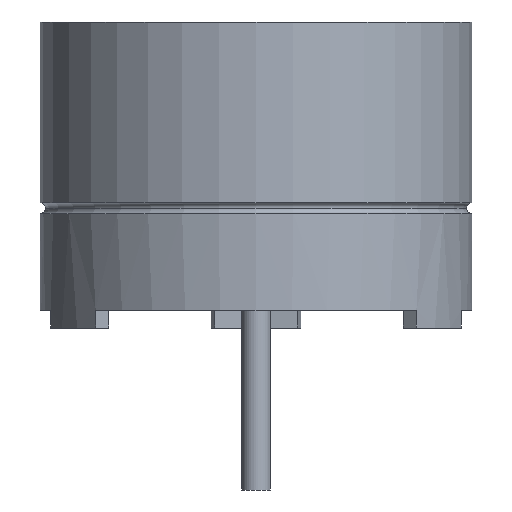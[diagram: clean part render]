
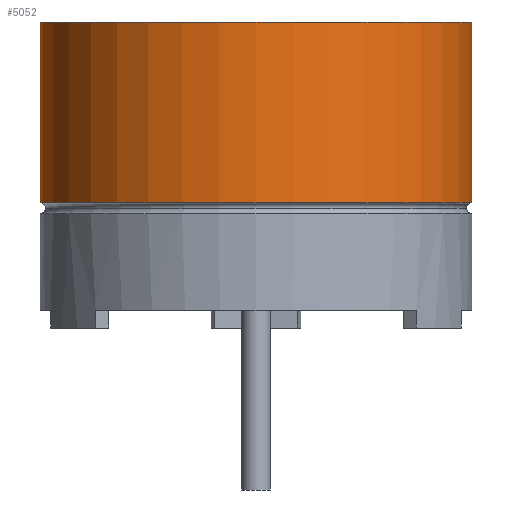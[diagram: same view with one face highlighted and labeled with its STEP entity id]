
A CAD part, front view. The second image highlights one B-rep face of the part: STEP entity #5052.
In plain terms, the highlighted cylindrical face has radius 6 mm (diameter 12 mm), a partial arc.
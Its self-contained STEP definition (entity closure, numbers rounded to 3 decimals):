
#531 = EDGE_CURVE ( 'NONE', #2264, #6703, #2331, .T. ) ;
#770 = DIRECTION ( 'NONE',  ( 0., 0., 1. ) ) ;
#1255 = DIRECTION ( 'NONE',  ( 0., 0., -1. ) ) ;
#1868 = VECTOR ( 'NONE', #11834, 1000. ) ;
#1959 = ORIENTED_EDGE ( 'NONE', *, *, #5755, .T. ) ;
#2057 = EDGE_CURVE ( 'NONE', #4751, #12829, #9271, .T. ) ;
#2264 = VERTEX_POINT ( 'NONE', #3719 ) ;
#2331 = LINE ( 'NONE', #8487, #7909 ) ;
#3262 = AXIS2_PLACEMENT_3D ( 'NONE', #4177, #14543, #8170 ) ;
#3719 = CARTESIAN_POINT ( 'NONE',  ( 6., 0., 8.5 ) ) ;
#4177 = CARTESIAN_POINT ( 'NONE',  ( 0., 0., 3.482 ) ) ;
#4279 = EDGE_LOOP ( 'NONE', ( #9719, #10326, #10496, #1959 ) ) ;
#4751 = VERTEX_POINT ( 'NONE', #5973 ) ;
#4865 = DIRECTION ( 'NONE',  ( 0., 0., -1. ) ) ;
#5052 = ADVANCED_FACE ( 'NONE', ( #11388 ), #15150, .T. ) ;
#5364 = AXIS2_PLACEMENT_3D ( 'NONE', #8838, #1255, #9754 ) ;
#5755 = EDGE_CURVE ( 'NONE', #12829, #6703, #11816, .T. ) ;
#5973 = CARTESIAN_POINT ( 'NONE',  ( -6., 0., 8.5 ) ) ;
#6703 = VERTEX_POINT ( 'NONE', #9808 ) ;
#6779 = CARTESIAN_POINT ( 'NONE',  ( -6., 0., 8.5 ) ) ;
#7909 = VECTOR ( 'NONE', #4865, 1000. ) ;
#8170 = DIRECTION ( 'NONE',  ( -1., 0., 0. ) ) ;
#8487 = CARTESIAN_POINT ( 'NONE',  ( 6., 0., 8.5 ) ) ;
#8838 = CARTESIAN_POINT ( 'NONE',  ( 0., 0., 8.5 ) ) ;
#9271 = LINE ( 'NONE', #6779, #1868 ) ;
#9719 = ORIENTED_EDGE ( 'NONE', *, *, #531, .F. ) ;
#9754 = DIRECTION ( 'NONE',  ( -1., 0., 0. ) ) ;
#9808 = CARTESIAN_POINT ( 'NONE',  ( 6., 0., 3.482 ) ) ;
#10326 = ORIENTED_EDGE ( 'NONE', *, *, #13042, .F. ) ;
#10496 = ORIENTED_EDGE ( 'NONE', *, *, #2057, .T. ) ;
#11388 = FACE_OUTER_BOUND ( 'NONE', #4279, .T. ) ;
#11816 = CIRCLE ( 'NONE', #3262, 6. ) ;
#11834 = DIRECTION ( 'NONE',  ( 0., 0., -1. ) ) ;
#12116 = AXIS2_PLACEMENT_3D ( 'NONE', #12229, #770, #16343 ) ;
#12229 = CARTESIAN_POINT ( 'NONE',  ( 0., 0., 8.5 ) ) ;
#12829 = VERTEX_POINT ( 'NONE', #13148 ) ;
#13042 = EDGE_CURVE ( 'NONE', #4751, #2264, #15062, .T. ) ;
#13148 = CARTESIAN_POINT ( 'NONE',  ( -6., 0., 3.482 ) ) ;
#14543 = DIRECTION ( 'NONE',  ( 0., 0., 1. ) ) ;
#15062 = CIRCLE ( 'NONE', #12116, 6. ) ;
#15150 = CYLINDRICAL_SURFACE ( 'NONE', #5364, 6. ) ;
#16343 = DIRECTION ( 'NONE',  ( 1., 0., 0. ) ) ;
